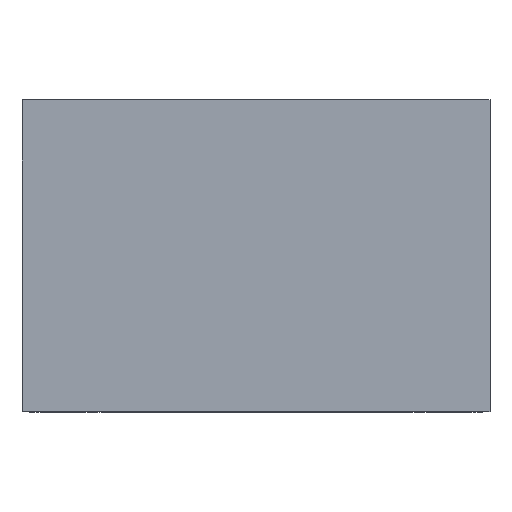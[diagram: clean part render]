
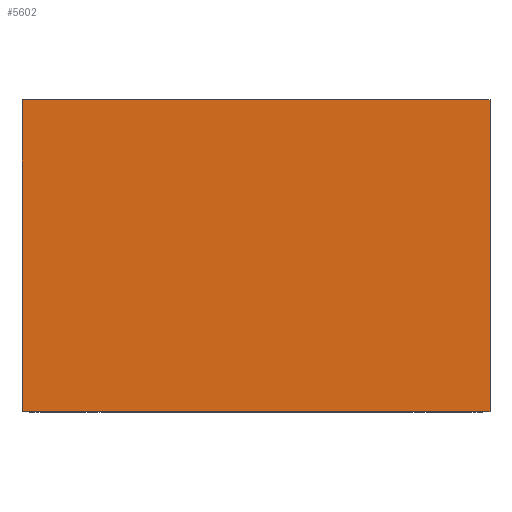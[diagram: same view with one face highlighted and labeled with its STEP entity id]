
A CAD part, top view. The second image highlights one B-rep face of the part: STEP entity #5602.
In plain terms, the highlighted planar face has unit normal (0, 0, 1).
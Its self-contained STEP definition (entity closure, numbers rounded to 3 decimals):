
#532=ORIENTED_EDGE('',*,*,#2173,.T.);
#533=ORIENTED_EDGE('',*,*,#2208,.F.);
#534=ORIENTED_EDGE('',*,*,#2175,.F.);
#535=ORIENTED_EDGE('',*,*,#2209,.T.);
#2173=EDGE_CURVE('',#3019,#3035,#3579,.T.);
#2175=EDGE_CURVE('',#3037,#3038,#3581,.T.);
#2208=EDGE_CURVE('',#3038,#3035,#3610,.T.);
#2209=EDGE_CURVE('',#3037,#3019,#3611,.T.);
#3019=VERTEX_POINT('',#8109);
#3035=VERTEX_POINT('',#8141);
#3037=VERTEX_POINT('',#8146);
#3038=VERTEX_POINT('',#8148);
#3579=LINE('',#8142,#4169);
#3581=LINE('',#8147,#4171);
#3610=LINE('',#8212,#4200);
#3611=LINE('',#8214,#4201);
#4169=VECTOR('',#6508,1000.);
#4171=VECTOR('',#6512,1000.);
#4200=VECTOR('',#6581,1000.);
#4201=VECTOR('',#6584,1000.);
#4764=EDGE_LOOP('',(#532,#533,#534,#535));
#5090=FACE_BOUND('',#4764,.T.);
#5412=PLANE('',#5994);
#5602=ADVANCED_FACE('',(#5090),#5412,.F.);
#5994=AXIS2_PLACEMENT_3D('',#8213,#6582,#6583);
#6508=DIRECTION('',(0.,-1.,0.));
#6512=DIRECTION('',(0.,-1.,0.));
#6581=DIRECTION('',(-1.,0.,0.));
#6582=DIRECTION('',(0.,0.,-1.));
#6583=DIRECTION('',(0.,-1.,0.));
#6584=DIRECTION('',(-1.,0.,0.));
#8109=CARTESIAN_POINT('',(-2.,3.,1.85));
#8141=CARTESIAN_POINT('',(-2.,-3.,1.85));
#8142=CARTESIAN_POINT('',(-2.,3.,1.85));
#8146=CARTESIAN_POINT('',(2.,3.,1.85));
#8147=CARTESIAN_POINT('',(2.,3.,1.85));
#8148=CARTESIAN_POINT('',(2.,-3.,1.85));
#8212=CARTESIAN_POINT('',(2.,-3.,1.85));
#8213=CARTESIAN_POINT('',(2.,3.,1.85));
#8214=CARTESIAN_POINT('',(2.,3.,1.85));
